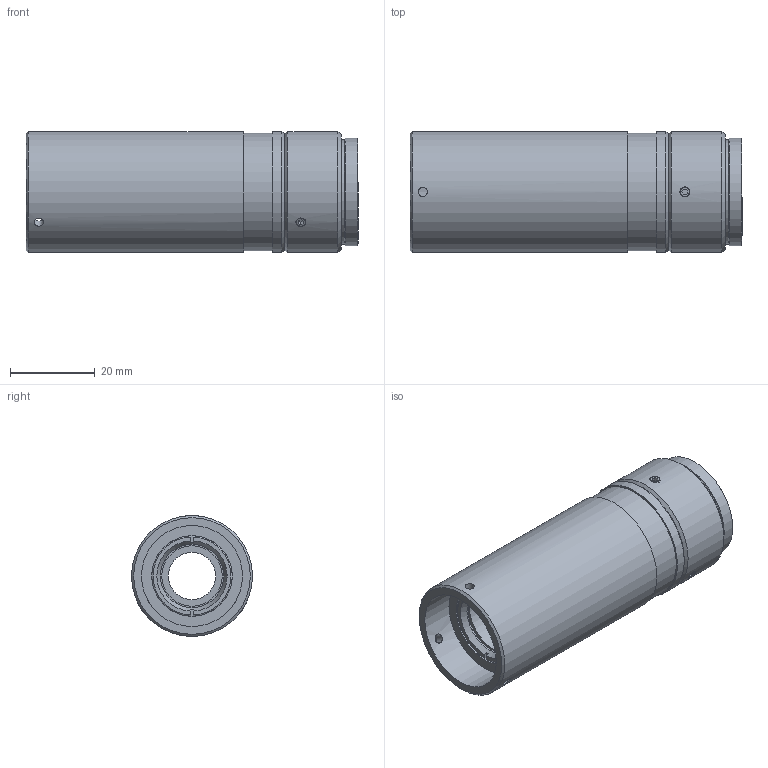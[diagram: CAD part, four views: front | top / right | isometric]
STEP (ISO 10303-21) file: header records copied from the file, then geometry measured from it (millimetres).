
FILE_DESCRIPTION((''),'2;1');
FILE_NAME('61453_0.stp','2007-11-08T07:22:32',('PODLENA'),(''),'Autodesk Inventor 2008','Autodesk Inventor 2008','');
FILE_SCHEMA(('AUTOMOTIVE_DESIGN { 1 0 10303 214 1 1 1 1 }'));
Length unit declared in the file: inch
Products named in the file (7): Assembly1 (LevelofDetail1); 61453.iam (~1); 2091; 61003; 61422; 61433; 7108
Assembly tree (8 placements, depth 3):
  Assembly1 (LevelofDetail1)
    61453.iam (~1)
      2091
      61003
      61422
      61433
      7108  x3
Bounding box: 78.41 x 28.57 x 28.57 mm (x, y, z)
Volume: 30414 mm3; surface area: 15770.6 mm2
Topology: 7 solids, 7 shells, 111 faces, 245 edges, 162 vertices
Faces by surface type: plane 61, cylinder 26, cone 15, bspline 6, sphere 3
Full cylindrical faces by diameter (mm): 2.845 x3, 11.151 x1, 12.014 x1, 13.208 x1, 14.3 x1, 14.986 x1, 15.875 x2, 16.815 x1, 16.891 x1, 17.475 x2, 18.999 x1, 19.05 x1, 20.066 x1, 23.825 x1, 23.876 x1, 24.587 x1, 24.841 x1, 25.349 x1, 27.813 x1, 28.575 x3
Entity records: 2894 total; most frequent: CARTESIAN_POINT 880, DIRECTION 396, ORIENTED_EDGE 290, AXIS2_PLACEMENT_3D 171, EDGE_LOOP 164, EDGE_CURVE 145, VERTEX_POINT 121, FACE_OUTER_BOUND 89
